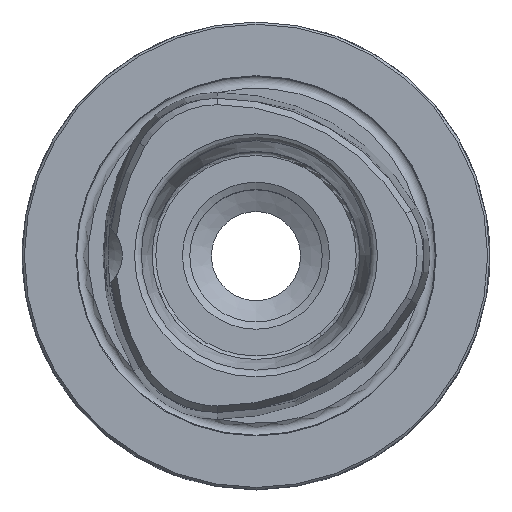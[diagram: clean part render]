
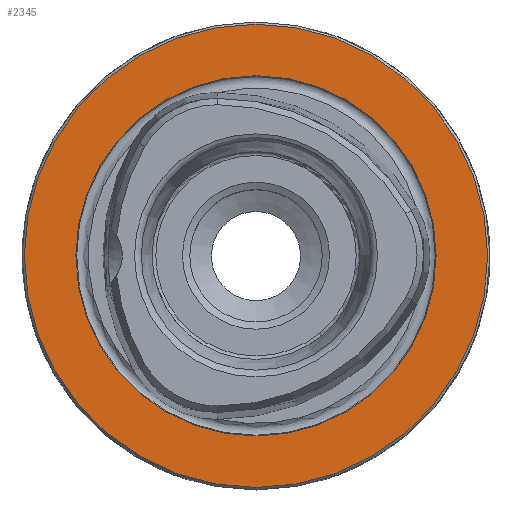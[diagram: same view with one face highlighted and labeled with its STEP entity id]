
A CAD part, top view. The second image highlights one B-rep face of the part: STEP entity #2345.
In plain terms, the highlighted planar face has unit normal (0, 0, 1).
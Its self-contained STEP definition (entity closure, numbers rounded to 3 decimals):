
#248=PLANE('',#2540);
#557=ORIENTED_EDGE('',*,*,#868,.T.);
#558=ORIENTED_EDGE('',*,*,#867,.F.);
#867=EDGE_CURVE('',#1036,#1036,#1123,.T.);
#868=EDGE_CURVE('',#1037,#1037,#1124,.T.);
#1036=VERTEX_POINT('',#3707);
#1037=VERTEX_POINT('',#3710);
#1123=CIRCLE('',#2539,24.264);
#1124=CIRCLE('',#2541,31.2);
#1226=EDGE_LOOP('',(#557));
#1227=EDGE_LOOP('',(#558));
#1382=FACE_BOUND('',#1226,.T.);
#1383=FACE_BOUND('',#1227,.T.);
#2345=ADVANCED_FACE('',(#1382,#1383),#248,.T.);
#2539=AXIS2_PLACEMENT_3D('',#3706,#2922,#2923);
#2540=AXIS2_PLACEMENT_3D('',#3708,#2924,#2925);
#2541=AXIS2_PLACEMENT_3D('',#3709,#2926,#2927);
#2922=DIRECTION('',(0.,0.,1.));
#2923=DIRECTION('',(1.,0.,0.));
#2924=DIRECTION('',(0.,0.,1.));
#2925=DIRECTION('',(1.,0.,0.));
#2926=DIRECTION('',(0.,0.,1.));
#2927=DIRECTION('',(1.,0.,0.));
#3706=CARTESIAN_POINT('',(0.,0.,0.));
#3707=CARTESIAN_POINT('',(24.264,0.,0.));
#3708=CARTESIAN_POINT('',(24.2,0.,0.));
#3709=CARTESIAN_POINT('',(0.,0.,0.));
#3710=CARTESIAN_POINT('',(31.2,0.,0.));
